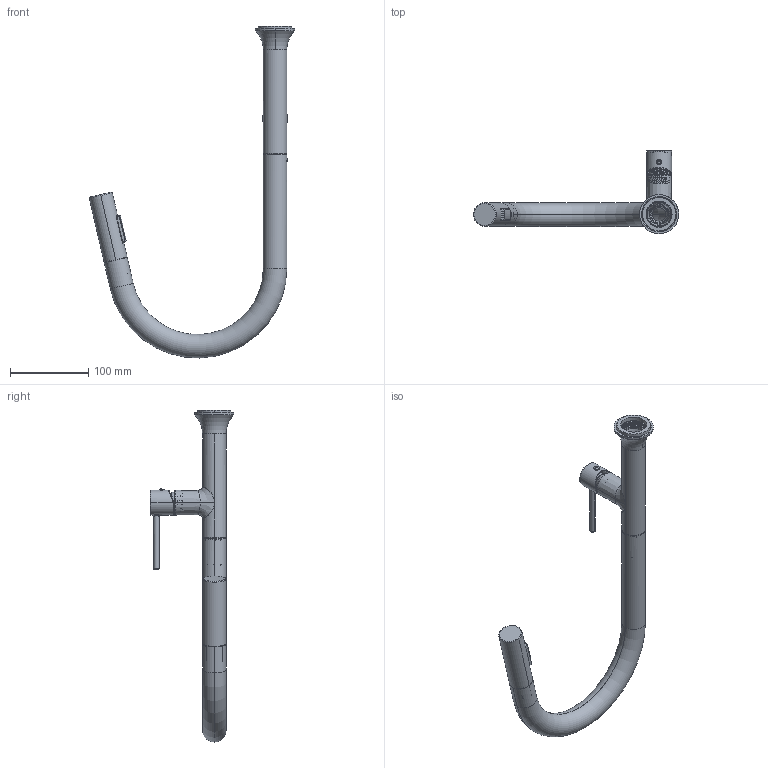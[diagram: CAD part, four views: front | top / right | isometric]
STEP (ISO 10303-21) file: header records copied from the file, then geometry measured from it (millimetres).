
FILE_DESCRIPTION((''),'2;1');
FILE_NAME('121010490001_ASM_ASM','2021-02-26T',('51336'),(''),'CREO PARAMETRIC BY PTC INC, 2018360','CREO PARAMETRIC BY PTC INC, 2018360','');
FILE_SCHEMA(('CONFIG_CONTROL_DESIGN'));
Length unit declared in the file: millimetre
Products named in the file (13): 121010491003_1; 121010491001_1; 121010491000-A_1; 121111171003_1; 121010491005_1; 121010491006_1; 121010491012_1; 121010281001_1; C5X8X03M_1; 121111171005_1; 121010491010_1; 121010490001_ASM_1_ASM; 121010490001_ASM_ASM
Assembly tree (12 placements, depth 3):
  121010490001_ASM_ASM
    121010490001_ASM_1_ASM
      121010491003_1
      121010491001_1
      121010491000-A_1
      121111171003_1
      121010491005_1
      121010491006_1
      121010491012_1
      121010281001_1
      C5X8X03M_1
      121111171005_1
      121010491010_1
Bounding box: 261.77 x 106.8 x 423.26 mm (x, y, z)
Volume: 174914.2 mm3; surface area: 170416.4 mm2
Topology: 11 solids, 11 shells, 963 faces, 2614 edges, 1681 vertices
Faces by surface type: cylinder 319, plane 199, bspline 184, torus 145, cone 99, sphere 14, extrusion 3
Entity records: 54994 total; most frequent: CARTESIAN_POINT 31989, ORIENTED_EDGE 5204, DIRECTION 4321, EDGE_CURVE 2602, AXIS2_PLACEMENT_3D 1813, VERTEX_POINT 1681, EDGE_LOOP 1009, CIRCLE 1001
